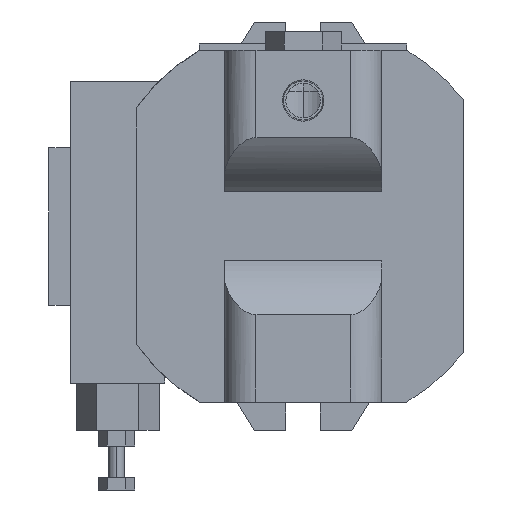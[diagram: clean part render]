
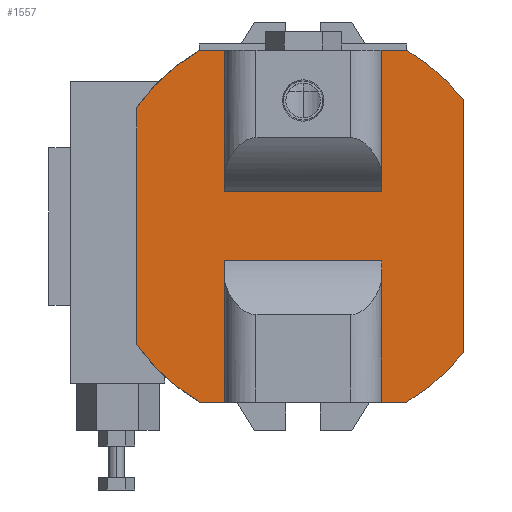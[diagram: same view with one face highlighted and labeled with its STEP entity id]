
A CAD part, left-side view. The second image highlights one B-rep face of the part: STEP entity #1557.
In plain terms, the highlighted planar face has unit normal (-1, 0, 0).
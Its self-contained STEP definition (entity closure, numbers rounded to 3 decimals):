
#4 = AXIS2_PLACEMENT_3D ( 'NONE', #1675, #2709, #3406 ) ;
#29 = CARTESIAN_POINT ( 'NONE',  ( -143.5, 33., -56. ) ) ;
#31 = EDGE_CURVE ( 'NONE', #4298, #1548, #3432, .T. ) ;
#159 = ORIENTED_EDGE ( 'NONE', *, *, #1899, .T. ) ;
#196 = LINE ( 'NONE', #2770, #3037 ) ;
#313 = DIRECTION ( 'NONE',  ( 0., 0., 1. ) ) ;
#351 = CARTESIAN_POINT ( 'NONE',  ( -143.5, 25., 0. ) ) ;
#394 = ORIENTED_EDGE ( 'NONE', *, *, #919, .F. ) ;
#404 = DIRECTION ( 'NONE',  ( 0., 1., 0. ) ) ;
#522 = CIRCLE ( 'NONE', #4, 65. ) ;
#570 = DIRECTION ( 'NONE',  ( 0., 0., -1. ) ) ;
#578 = CIRCLE ( 'NONE', #3912, 65. ) ;
#609 = DIRECTION ( 'NONE',  ( 0., 1., 0. ) ) ;
#652 = DIRECTION ( 'NONE',  ( 0., -1., 0. ) ) ;
#673 = ORIENTED_EDGE ( 'NONE', *, *, #1419, .T. ) ;
#722 = DIRECTION ( 'NONE',  ( 0., 0., 1. ) ) ;
#726 = CARTESIAN_POINT ( 'NONE',  ( -143.5, -25., 0. ) ) ;
#773 = LINE ( 'NONE', #3446, #1617 ) ;
#810 = CARTESIAN_POINT ( 'NONE',  ( -143.5, 53., 37.63 ) ) ;
#919 = EDGE_CURVE ( 'NONE', #3382, #1343, #3481, .T. ) ;
#963 = ORIENTED_EDGE ( 'NONE', *, *, #4213, .T. ) ;
#1008 = ORIENTED_EDGE ( 'NONE', *, *, #2850, .F. ) ;
#1039 = FACE_OUTER_BOUND ( 'NONE', #2358, .T. ) ;
#1056 = DIRECTION ( 'NONE',  ( 0., 0., 1. ) ) ;
#1103 = CARTESIAN_POINT ( 'NONE',  ( -143.5, -51., -40.299 ) ) ;
#1122 = CARTESIAN_POINT ( 'NONE',  ( -143.5, -51., 40.299 ) ) ;
#1133 = CARTESIAN_POINT ( 'NONE',  ( -143.5, -25., 56. ) ) ;
#1136 = CARTESIAN_POINT ( 'NONE',  ( -143.5, -25., -56. ) ) ;
#1144 = ORIENTED_EDGE ( 'NONE', *, *, #1542, .T. ) ;
#1261 = CIRCLE ( 'NONE', #4085, 65. ) ;
#1325 = EDGE_CURVE ( 'NONE', #1752, #2478, #522, .T. ) ;
#1332 = ORIENTED_EDGE ( 'NONE', *, *, #2257, .T. ) ;
#1343 = VERTEX_POINT ( 'NONE', #4428 ) ;
#1393 = CARTESIAN_POINT ( 'NONE',  ( -143.5, 33., -56. ) ) ;
#1402 = DIRECTION ( 'NONE',  ( -1., 0., 0. ) ) ;
#1419 = EDGE_CURVE ( 'NONE', #4399, #4211, #196, .T. ) ;
#1459 = VERTEX_POINT ( 'NONE', #2808 ) ;
#1527 = LINE ( 'NONE', #1393, #3342 ) ;
#1542 = EDGE_CURVE ( 'NONE', #4211, #3390, #578, .T. ) ;
#1548 = VERTEX_POINT ( 'NONE', #1103 ) ;
#1557 = ADVANCED_FACE ( 'NONE', ( #1039 ), #2110, .T. ) ;
#1580 = VERTEX_POINT ( 'NONE', #1122 ) ;
#1601 = ORIENTED_EDGE ( 'NONE', *, *, #3636, .T. ) ;
#1617 = VECTOR ( 'NONE', #4515, 1000. ) ;
#1635 = EDGE_CURVE ( 'NONE', #1580, #1459, #1261, .T. ) ;
#1675 = CARTESIAN_POINT ( 'NONE',  ( -143.5, 0., 0. ) ) ;
#1752 = VERTEX_POINT ( 'NONE', #1860 ) ;
#1757 = CARTESIAN_POINT ( 'NONE',  ( -143.5, -33., -56. ) ) ;
#1781 = AXIS2_PLACEMENT_3D ( 'NONE', #3516, #1402, #3880 ) ;
#1810 = VECTOR ( 'NONE', #570, 1000. ) ;
#1851 = LINE ( 'NONE', #3247, #3599 ) ;
#1860 = CARTESIAN_POINT ( 'NONE',  ( -143.5, 53., -37.63 ) ) ;
#1899 = EDGE_CURVE ( 'NONE', #2595, #2296, #2831, .T. ) ;
#2065 = VERTEX_POINT ( 'NONE', #3707 ) ;
#2090 = DIRECTION ( 'NONE',  ( 0., 0., 1. ) ) ;
#2102 = CARTESIAN_POINT ( 'NONE',  ( -143.5, 0., 0. ) ) ;
#2110 = PLANE ( 'NONE',  #1781 ) ;
#2169 = CARTESIAN_POINT ( 'NONE',  ( -143.5, 0., 11. ) ) ;
#2197 = LINE ( 'NONE', #2340, #3169 ) ;
#2257 = EDGE_CURVE ( 'NONE', #2478, #2878, #1527, .T. ) ;
#2268 = CARTESIAN_POINT ( 'NONE',  ( -143.5, -25., 11. ) ) ;
#2296 = VERTEX_POINT ( 'NONE', #2441 ) ;
#2310 = DIRECTION ( 'NONE',  ( 0., 0., -1. ) ) ;
#2313 = ORIENTED_EDGE ( 'NONE', *, *, #1325, .T. ) ;
#2330 = LINE ( 'NONE', #4522, #3319 ) ;
#2340 = CARTESIAN_POINT ( 'NONE',  ( -143.5, 53., -25.109 ) ) ;
#2358 = EDGE_LOOP ( 'NONE', ( #2588, #3061, #4097, #963, #1601, #159, #3846, #673, #1144, #3713, #2313, #1332, #1008, #2809, #394, #3334 ) ) ;
#2441 = CARTESIAN_POINT ( 'NONE',  ( -143.5, 25., 11. ) ) ;
#2448 = CARTESIAN_POINT ( 'NONE',  ( -143.5, 0., -11. ) ) ;
#2478 = VERTEX_POINT ( 'NONE', #29 ) ;
#2510 = VERTEX_POINT ( 'NONE', #1133 ) ;
#2520 = LINE ( 'NONE', #351, #1810 ) ;
#2563 = VECTOR ( 'NONE', #313, 1000. ) ;
#2584 = DIRECTION ( 'NONE',  ( -1., 0., 0. ) ) ;
#2588 = ORIENTED_EDGE ( 'NONE', *, *, #31, .T. ) ;
#2595 = VERTEX_POINT ( 'NONE', #2268 ) ;
#2642 = EDGE_CURVE ( 'NONE', #3390, #1752, #2197, .T. ) ;
#2705 = CARTESIAN_POINT ( 'NONE',  ( -143.5, 25., -56. ) ) ;
#2709 = DIRECTION ( 'NONE',  ( -1., 0., 0. ) ) ;
#2770 = CARTESIAN_POINT ( 'NONE',  ( -143.5, -33., 56. ) ) ;
#2808 = CARTESIAN_POINT ( 'NONE',  ( -143.5, -33., 56. ) ) ;
#2809 = ORIENTED_EDGE ( 'NONE', *, *, #3190, .T. ) ;
#2824 = CARTESIAN_POINT ( 'NONE',  ( -143.5, 0., 0. ) ) ;
#2831 = LINE ( 'NONE', #2169, #3259 ) ;
#2850 = EDGE_CURVE ( 'NONE', #2065, #2878, #2520, .T. ) ;
#2878 = VERTEX_POINT ( 'NONE', #2705 ) ;
#2919 = DIRECTION ( 'NONE',  ( 0., 0., 1. ) ) ;
#3037 = VECTOR ( 'NONE', #3833, 1000. ) ;
#3061 = ORIENTED_EDGE ( 'NONE', *, *, #4273, .T. ) ;
#3169 = VECTOR ( 'NONE', #2310, 1000. ) ;
#3190 = EDGE_CURVE ( 'NONE', #2065, #1343, #3225, .T. ) ;
#3220 = EDGE_CURVE ( 'NONE', #2296, #4399, #3434, .T. ) ;
#3225 = LINE ( 'NONE', #2448, #4345 ) ;
#3247 = CARTESIAN_POINT ( 'NONE',  ( -143.5, 33., -56. ) ) ;
#3259 = VECTOR ( 'NONE', #404, 1000. ) ;
#3302 = AXIS2_PLACEMENT_3D ( 'NONE', #2102, #4203, #2090 ) ;
#3319 = VECTOR ( 'NONE', #609, 1000. ) ;
#3334 = ORIENTED_EDGE ( 'NONE', *, *, #4005, .T. ) ;
#3342 = VECTOR ( 'NONE', #4237, 1000. ) ;
#3382 = VERTEX_POINT ( 'NONE', #1136 ) ;
#3390 = VERTEX_POINT ( 'NONE', #810 ) ;
#3406 = DIRECTION ( 'NONE',  ( 0., 0., 1. ) ) ;
#3432 = CIRCLE ( 'NONE', #3302, 65. ) ;
#3434 = LINE ( 'NONE', #3963, #4117 ) ;
#3446 = CARTESIAN_POINT ( 'NONE',  ( -143.5, -25., 0. ) ) ;
#3481 = LINE ( 'NONE', #726, #3648 ) ;
#3516 = CARTESIAN_POINT ( 'NONE',  ( -143.5, 0., 0. ) ) ;
#3528 = DIRECTION ( 'NONE',  ( 0., 0., 1. ) ) ;
#3548 = CARTESIAN_POINT ( 'NONE',  ( -143.5, 25., 56. ) ) ;
#3585 = CARTESIAN_POINT ( 'NONE',  ( -143.5, 0., 0. ) ) ;
#3598 = DIRECTION ( 'NONE',  ( 0., -1., 0. ) ) ;
#3599 = VECTOR ( 'NONE', #3598, 1000. ) ;
#3636 = EDGE_CURVE ( 'NONE', #2510, #2595, #773, .T. ) ;
#3648 = VECTOR ( 'NONE', #1056, 1000. ) ;
#3707 = CARTESIAN_POINT ( 'NONE',  ( -143.5, 25., -11. ) ) ;
#3713 = ORIENTED_EDGE ( 'NONE', *, *, #2642, .T. ) ;
#3833 = DIRECTION ( 'NONE',  ( 0., 1., 0. ) ) ;
#3846 = ORIENTED_EDGE ( 'NONE', *, *, #3220, .T. ) ;
#3880 = DIRECTION ( 'NONE',  ( 0., 0., 1. ) ) ;
#3912 = AXIS2_PLACEMENT_3D ( 'NONE', #2824, #4595, #722 ) ;
#3963 = CARTESIAN_POINT ( 'NONE',  ( -143.5, 25., 0. ) ) ;
#4005 = EDGE_CURVE ( 'NONE', #3382, #4298, #1851, .T. ) ;
#4085 = AXIS2_PLACEMENT_3D ( 'NONE', #3585, #2584, #2919 ) ;
#4097 = ORIENTED_EDGE ( 'NONE', *, *, #1635, .T. ) ;
#4117 = VECTOR ( 'NONE', #3528, 1000. ) ;
#4159 = LINE ( 'NONE', #4563, #2563 ) ;
#4163 = CARTESIAN_POINT ( 'NONE',  ( -143.5, 33., 56. ) ) ;
#4203 = DIRECTION ( 'NONE',  ( -1., 0., 0. ) ) ;
#4211 = VERTEX_POINT ( 'NONE', #4163 ) ;
#4213 = EDGE_CURVE ( 'NONE', #1459, #2510, #2330, .T. ) ;
#4237 = DIRECTION ( 'NONE',  ( 0., -1., 0. ) ) ;
#4273 = EDGE_CURVE ( 'NONE', #1548, #1580, #4159, .T. ) ;
#4298 = VERTEX_POINT ( 'NONE', #1757 ) ;
#4345 = VECTOR ( 'NONE', #652, 1000. ) ;
#4399 = VERTEX_POINT ( 'NONE', #3548 ) ;
#4428 = CARTESIAN_POINT ( 'NONE',  ( -143.5, -25., -11. ) ) ;
#4515 = DIRECTION ( 'NONE',  ( 0., 0., -1. ) ) ;
#4522 = CARTESIAN_POINT ( 'NONE',  ( -143.5, -33., 56. ) ) ;
#4563 = CARTESIAN_POINT ( 'NONE',  ( -143.5, -51., 0. ) ) ;
#4595 = DIRECTION ( 'NONE',  ( -1., 0., 0. ) ) ;
